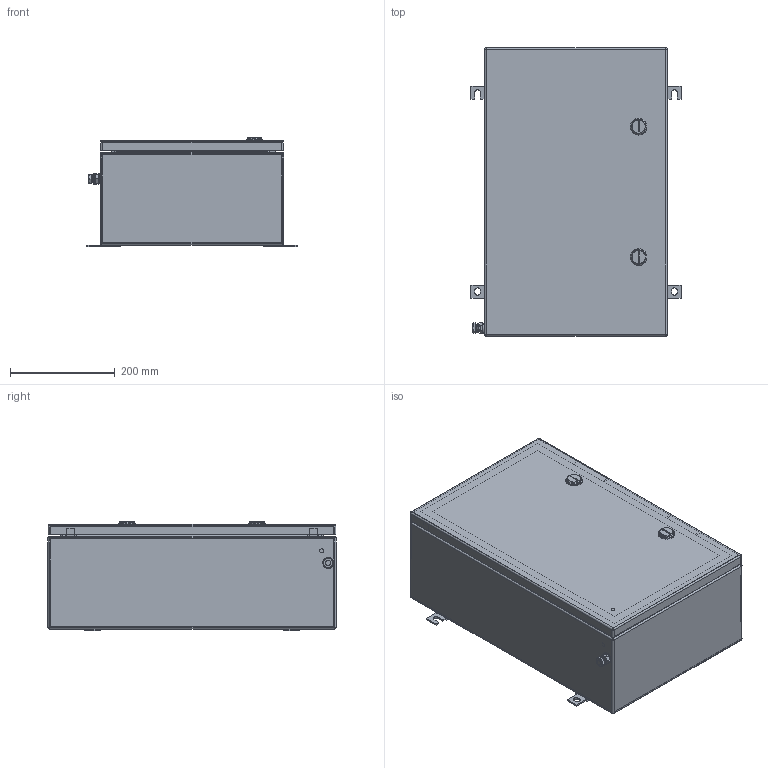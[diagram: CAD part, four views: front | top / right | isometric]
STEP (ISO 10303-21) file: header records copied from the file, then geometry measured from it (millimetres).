
FILE_DESCRIPTION(('CATIA V5 STEP Exchange','CAx-IF Rec.Pracs.--- Model Styling and Organization---1.4--- 2014-01-23'),'2;1');
FILE_NAME ('008833-6_3_1200610000_1200610000.stp','2019-09-23T08:56:51+00:00',('none'),('Weidmueller'),'CATIA Version 5-6 Release 2016 SP3 HF44','CATIA V5 STEP AP214','none');
FILE_SCHEMA(('AUTOMOTIVE_DESIGN { 1 0 10303 214 1 1 1 1 }'));
Length unit declared in the file: millimetre
Products named in the file (1): 1200610000
Bounding box: 401 x 550 x 209.8 mm (x, y, z)
Volume: 1400416.7 mm3; surface area: 1751646.1 mm2
Topology: 48 solids, 50 shells, 999 faces, 2328 edges, 1442 vertices
Faces by surface type: plane 491, cylinder 350, cone 104, sphere 24, torus 22, bspline 8
Entity records: 27170 total; most frequent: CARTESIAN_POINT 5659, ORIENTED_EDGE 4576, DIRECTION 3675, EDGE_CURVE 2288, AXIS2_PLACEMENT_3D 1541, VERTEX_POINT 1442, VECTOR 1352, LINE 1352
